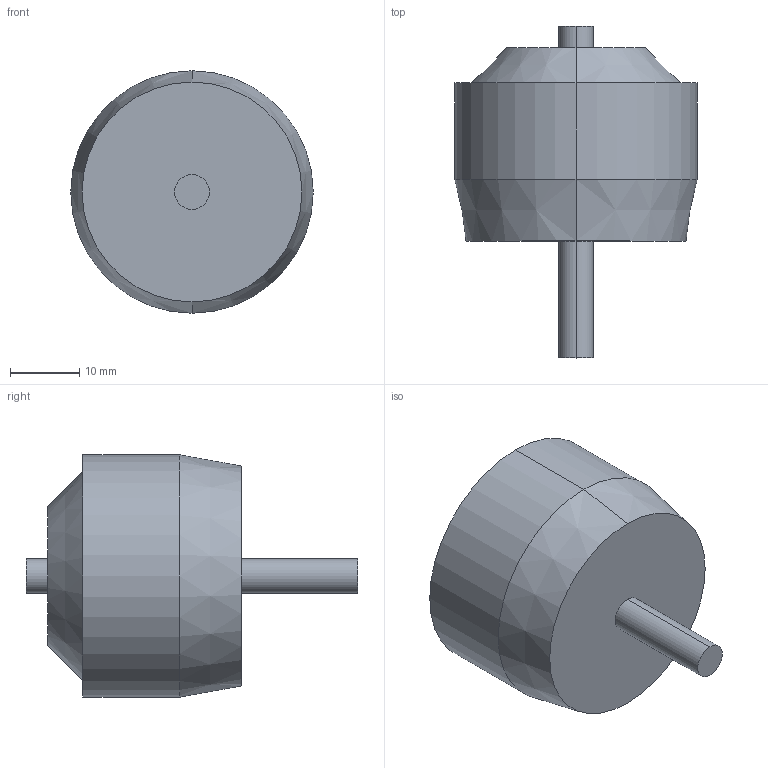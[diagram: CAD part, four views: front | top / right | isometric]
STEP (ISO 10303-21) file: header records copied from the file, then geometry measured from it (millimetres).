
FILE_DESCRIPTION (( 'STEP AP214' ), '1' );
FILE_NAME ('COBRA 2808_22.STEP', '2023-12-12T03:35:00', ( '' ), ( '' ), 'SwSTEP 2.0', 'SolidWorks 2023', '' );
FILE_SCHEMA (( 'AUTOMOTIVE_DESIGN' ));
Length unit declared in the file: inch
Products named in the file (1): COBRA 2808_22
Bounding box: 35 x 47.93 x 35 mm (x, y, z)
Volume: 24169.7 mm3; surface area: 4718.3 mm2
Topology: 1 solids, 1 shells, 15 faces, 28 edges, 18 vertices
Faces by surface type: cylinder 6, plane 5, cone 4
Entity records: 411 total; most frequent: DIRECTION 78, CARTESIAN_POINT 62, ORIENTED_EDGE 56, AXIS2_PLACEMENT_3D 34, EDGE_CURVE 28, VERTEX_POINT 18, CIRCLE 18, EDGE_LOOP 18
